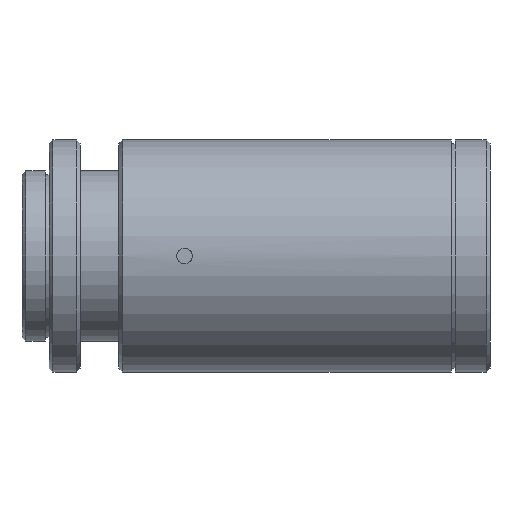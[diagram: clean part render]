
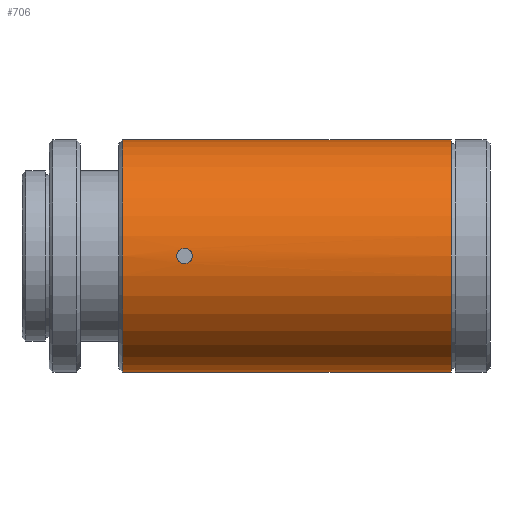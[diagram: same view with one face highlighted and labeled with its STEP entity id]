
A CAD part, front view. The second image highlights one B-rep face of the part: STEP entity #706.
In plain terms, the highlighted cylindrical face has radius 15 mm (diameter 30 mm), a partial arc.
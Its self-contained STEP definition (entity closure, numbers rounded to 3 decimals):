
#12 = VERTEX_POINT ( 'NONE', #229 ) ;
#44 = CARTESIAN_POINT ( 'NONE',  ( 12.288, -14.967, -1. ) ) ;
#62 = CARTESIAN_POINT ( 'NONE',  ( 12.791, -14.975, -0.874 ) ) ;
#66 = CARTESIAN_POINT ( 'NONE',  ( 12.903, -14.979, -0.8 ) ) ;
#136 = CARTESIAN_POINT ( 'NONE',  ( 12.027, -14.968, -0.974 ) ) ;
#152 = FACE_OUTER_BOUND ( 'NONE', #402, .T. ) ;
#161 = CARTESIAN_POINT ( 'NONE',  ( 12.551, -14.968, -0.974 ) ) ;
#209 = VERTEX_POINT ( 'NONE', #461 ) ;
#213 = EDGE_CURVE ( 'NONE', #404, #310, #683, .T. ) ;
#228 = DIRECTION ( 'NONE',  ( -1., 0., 0. ) ) ;
#229 = CARTESIAN_POINT ( 'NONE',  ( 4.284, 0., 15. ) ) ;
#235 = CARTESIAN_POINT ( 'NONE',  ( 12.419, -14.967, -1. ) ) ;
#239 = CARTESIAN_POINT ( 'NONE',  ( 13.162, -14.992, -0.505 ) ) ;
#245 = CARTESIAN_POINT ( 'NONE',  ( 13.262, -14.998, -0.263 ) ) ;
#282 = EDGE_CURVE ( 'NONE', #310, #12, #585, .T. ) ;
#297 = CARTESIAN_POINT ( 'NONE',  ( 4.284, 0., 0. ) ) ;
#298 = ORIENTED_EDGE ( 'NONE', *, *, #428, .F. ) ;
#310 = VERTEX_POINT ( 'NONE', #458 ) ;
#319 = CARTESIAN_POINT ( 'NONE',  ( 46.724, 0., -15. ) ) ;
#329 = CARTESIAN_POINT ( 'NONE',  ( 13.162, -14.992, 0.503 ) ) ;
#333 = VERTEX_POINT ( 'NONE', #872 ) ;
#334 = CARTESIAN_POINT ( 'NONE',  ( 13.087, -14.988, -0.615 ) ) ;
#340 = CARTESIAN_POINT ( 'NONE',  ( 12.027, -14.968, 0.974 ) ) ;
#347 = CARTESIAN_POINT ( 'NONE',  ( 13.263, -14.998, 0.261 ) ) ;
#348 = EDGE_CURVE ( 'NONE', #404, #209, #1069, .T. ) ;
#352 = CARTESIAN_POINT ( 'NONE',  ( 12.553, -14.967, 1. ) ) ;
#402 = EDGE_LOOP ( 'NONE', ( #803, #491, #1059, #709 ) ) ;
#404 = VERTEX_POINT ( 'NONE', #319 ) ;
#405 = B_SPLINE_CURVE_WITH_KNOTS ( 'NONE', 3,
 ( #732, #235, #161, #62, #66, #334, #239, #245, #1222, #429, #347, #329, #629, #439, #352, #815 ),
 .UNSPECIFIED., .F., .F.,
 ( 4, 2, 2, 2, 2, 2, 2, 4 ),
 ( 0.003, 0.004, 0.004, 0.004, 0.005, 0.005, 0.005, 0.006 ),
 .UNSPECIFIED. ) ;
#428 = EDGE_CURVE ( 'NONE', #811, #333, #853, .T. ) ;
#429 = CARTESIAN_POINT ( 'NONE',  ( 13.289, -15., 0.131 ) ) ;
#434 = AXIS2_PLACEMENT_3D ( 'NONE', #297, #586, #985 ) ;
#439 = CARTESIAN_POINT ( 'NONE',  ( 12.812, -14.975, 0.891 ) ) ;
#458 = CARTESIAN_POINT ( 'NONE',  ( 46.724, 0., 15. ) ) ;
#461 = CARTESIAN_POINT ( 'NONE',  ( 4.284, 0., -15. ) ) ;
#486 = CARTESIAN_POINT ( 'NONE',  ( 11.288, -15., -0.13 ) ) ;
#491 = ORIENTED_EDGE ( 'NONE', *, *, #213, .T. ) ;
#514 = CARTESIAN_POINT ( 'NONE',  ( 11.785, -14.975, -0.874 ) ) ;
#520 = CARTESIAN_POINT ( 'NONE',  ( 11.314, -14.998, -0.261 ) ) ;
#522 = AXIS2_PLACEMENT_3D ( 'NONE', #669, #756, #1063 ) ;
#546 = CARTESIAN_POINT ( 'NONE',  ( -10.432, 0., -15. ) ) ;
#585 = LINE ( 'NONE', #984, #848 ) ;
#586 = DIRECTION ( 'NONE',  ( 1., 0., 0. ) ) ;
#607 = CARTESIAN_POINT ( 'NONE',  ( 12.158, -14.967, -1. ) ) ;
#629 = CARTESIAN_POINT ( 'NONE',  ( 13.088, -14.988, 0.614 ) ) ;
#665 = EDGE_CURVE ( 'NONE', #333, #811, #405, .T. ) ;
#669 = CARTESIAN_POINT ( 'NONE',  ( 46.724, 0., 0. ) ) ;
#683 = CIRCLE ( 'NONE', #522, 15. ) ;
#706 = ADVANCED_FACE ( 'NONE', ( #152, #935 ), #837, .T. ) ;
#707 = CARTESIAN_POINT ( 'NONE',  ( 11.414, -14.992, 0.503 ) ) ;
#709 = ORIENTED_EDGE ( 'NONE', *, *, #1100, .T. ) ;
#720 = DIRECTION ( 'NONE',  ( 0., 0., 1. ) ) ;
#732 = CARTESIAN_POINT ( 'NONE',  ( 12.288, -14.967, -1. ) ) ;
#744 = AXIS2_PLACEMENT_3D ( 'NONE', #1111, #228, #720 ) ;
#756 = DIRECTION ( 'NONE',  ( -1., 0., 0. ) ) ;
#779 = VECTOR ( 'NONE', #942, 1000. ) ;
#803 = ORIENTED_EDGE ( 'NONE', *, *, #348, .F. ) ;
#808 = CARTESIAN_POINT ( 'NONE',  ( 11.784, -14.975, 0.874 ) ) ;
#811 = VERTEX_POINT ( 'NONE', #850 ) ;
#813 = CARTESIAN_POINT ( 'NONE',  ( 11.415, -14.992, -0.503 ) ) ;
#815 = CARTESIAN_POINT ( 'NONE',  ( 12.288, -14.967, 1. ) ) ;
#837 = CYLINDRICAL_SURFACE ( 'NONE', #744, 15. ) ;
#848 = VECTOR ( 'NONE', #961, 1000. ) ;
#850 = CARTESIAN_POINT ( 'NONE',  ( 12.288, -14.967, 1. ) ) ;
#853 = B_SPLINE_CURVE_WITH_KNOTS ( 'NONE', 3,
 ( #919, #1017, #340, #808, #1179, #1199, #707, #905, #1216, #486, #520, #813, #1009, #1103, #514, #136, #607, #44 ),
 .UNSPECIFIED., .F., .F.,
 ( 4, 2, 2, 2, 2, 2, 2, 2, 4 ),
 ( 0., 0., 0.001, 0.001, 0.002, 0.002, 0.002, 0.003, 0.003 ),
 .UNSPECIFIED. ) ;
#872 = CARTESIAN_POINT ( 'NONE',  ( 12.288, -14.967, -1. ) ) ;
#877 = EDGE_LOOP ( 'NONE', ( #298, #1162 ) ) ;
#905 = CARTESIAN_POINT ( 'NONE',  ( 11.315, -14.998, 0.262 ) ) ;
#919 = CARTESIAN_POINT ( 'NONE',  ( 12.288, -14.967, 1. ) ) ;
#935 = FACE_BOUND ( 'NONE', #877, .T. ) ;
#942 = DIRECTION ( 'NONE',  ( -1., 0., 0. ) ) ;
#961 = DIRECTION ( 'NONE',  ( -1., 0., 0. ) ) ;
#984 = CARTESIAN_POINT ( 'NONE',  ( -10.432, 0., 15. ) ) ;
#985 = DIRECTION ( 'NONE',  ( 0., 0., 1. ) ) ;
#1009 = CARTESIAN_POINT ( 'NONE',  ( 11.488, -14.988, -0.614 ) ) ;
#1017 = CARTESIAN_POINT ( 'NONE',  ( 12.156, -14.967, 1. ) ) ;
#1059 = ORIENTED_EDGE ( 'NONE', *, *, #282, .T. ) ;
#1063 = DIRECTION ( 'NONE',  ( 0., 0., 1. ) ) ;
#1069 = LINE ( 'NONE', #546, #779 ) ;
#1096 = CIRCLE ( 'NONE', #434, 15. ) ;
#1100 = EDGE_CURVE ( 'NONE', #12, #209, #1096, .T. ) ;
#1103 = CARTESIAN_POINT ( 'NONE',  ( 11.675, -14.979, -0.8 ) ) ;
#1111 = CARTESIAN_POINT ( 'NONE',  ( -10.432, 0., 0. ) ) ;
#1162 = ORIENTED_EDGE ( 'NONE', *, *, #665, .F. ) ;
#1179 = CARTESIAN_POINT ( 'NONE',  ( 11.673, -14.979, 0.799 ) ) ;
#1199 = CARTESIAN_POINT ( 'NONE',  ( 11.489, -14.988, 0.615 ) ) ;
#1216 = CARTESIAN_POINT ( 'NONE',  ( 11.288, -15., 0.131 ) ) ;
#1222 = CARTESIAN_POINT ( 'NONE',  ( 13.288, -15., -0.133 ) ) ;
